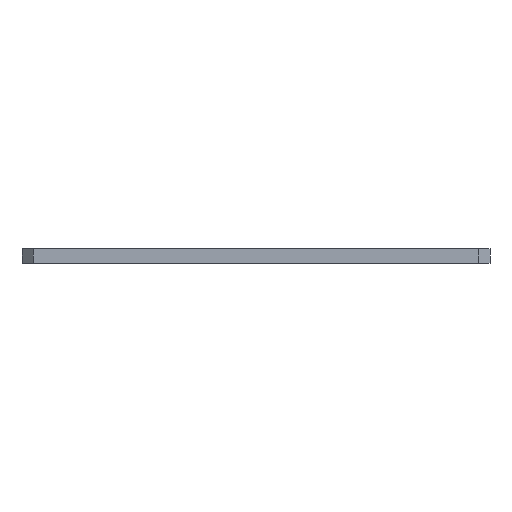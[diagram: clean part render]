
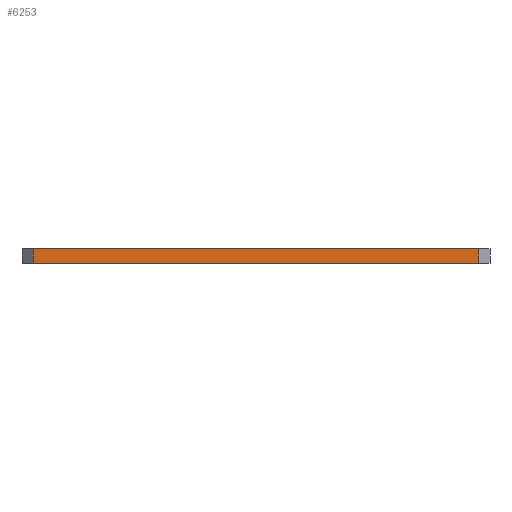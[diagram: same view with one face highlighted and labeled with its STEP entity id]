
A CAD part, front view. The second image highlights one B-rep face of the part: STEP entity #6253.
In plain terms, the highlighted planar face has unit normal (0, -1, 0).
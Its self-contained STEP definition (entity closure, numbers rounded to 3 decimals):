
#55 = PLANE('',#56);
#56 = AXIS2_PLACEMENT_3D('',#57,#58,#59);
#57 = CARTESIAN_POINT('',(171.45,-162.56,0.));
#58 = DIRECTION('',(-0.707,0.707,0.));
#59 = DIRECTION('',(0.707,0.707,0.));
#83 = PLANE('',#84);
#84 = AXIS2_PLACEMENT_3D('',#85,#86,#87);
#85 = CARTESIAN_POINT('',(146.05,-128.27,1.6));
#86 = DIRECTION('',(0.,0.,1.));
#87 = DIRECTION('',(1.,0.,-0.));
#137 = PLANE('',#138);
#138 = AXIS2_PLACEMENT_3D('',#139,#140,#141);
#139 = CARTESIAN_POINT('',(146.05,-128.27,0.));
#140 = DIRECTION('',(0.,0.,1.));
#141 = DIRECTION('',(1.,0.,-0.));
#152 = EDGE_CURVE('',#153,#155,#157,.T.);
#153 = VERTEX_POINT('',#154);
#154 = CARTESIAN_POINT('',(171.45,-162.56,0.));
#155 = VERTEX_POINT('',#156);
#156 = CARTESIAN_POINT('',(171.45,-162.56,1.6));
#157 = SURFACE_CURVE('',#158,(#162,#169),.PCURVE_S1.);
#158 = LINE('',#159,#160);
#159 = CARTESIAN_POINT('',(171.45,-162.56,0.));
#160 = VECTOR('',#161,1.);
#161 = DIRECTION('',(0.,0.,1.));
#162 = PCURVE('',#55,#163);
#163 = DEFINITIONAL_REPRESENTATION('',(#164),#168);
#164 = LINE('',#165,#166);
#165 = CARTESIAN_POINT('',(0.,0.));
#166 = VECTOR('',#167,1.);
#167 = DIRECTION('',(0.,-1.));
#168 = ( GEOMETRIC_REPRESENTATION_CONTEXT(2) 
PARAMETRIC_REPRESENTATION_CONTEXT() REPRESENTATION_CONTEXT('2D SPACE',''
  ) );
#169 = PCURVE('',#170,#175);
#170 = PLANE('',#171);
#171 = AXIS2_PLACEMENT_3D('',#172,#173,#174);
#172 = CARTESIAN_POINT('',(120.65,-162.56,0.));
#173 = DIRECTION('',(0.,1.,0.));
#174 = DIRECTION('',(1.,0.,0.));
#175 = DEFINITIONAL_REPRESENTATION('',(#176),#180);
#176 = LINE('',#177,#178);
#177 = CARTESIAN_POINT('',(50.8,0.));
#178 = VECTOR('',#179,1.);
#179 = DIRECTION('',(0.,-1.));
#180 = ( GEOMETRIC_REPRESENTATION_CONTEXT(2) 
PARAMETRIC_REPRESENTATION_CONTEXT() REPRESENTATION_CONTEXT('2D SPACE',''
  ) );
#386 = VERTEX_POINT('',#387);
#387 = CARTESIAN_POINT('',(120.65,-162.56,0.));
#401 = PLANE('',#402);
#402 = AXIS2_PLACEMENT_3D('',#403,#404,#405);
#403 = CARTESIAN_POINT('',(119.38,-161.29,0.));
#404 = DIRECTION('',(0.707,0.707,-0.));
#405 = DIRECTION('',(0.707,-0.707,0.));
#413 = EDGE_CURVE('',#386,#153,#414,.T.);
#414 = SURFACE_CURVE('',#415,(#419,#426),.PCURVE_S1.);
#415 = LINE('',#416,#417);
#416 = CARTESIAN_POINT('',(120.65,-162.56,0.));
#417 = VECTOR('',#418,1.);
#418 = DIRECTION('',(1.,0.,0.));
#419 = PCURVE('',#137,#420);
#420 = DEFINITIONAL_REPRESENTATION('',(#421),#425);
#421 = LINE('',#422,#423);
#422 = CARTESIAN_POINT('',(-25.4,-34.29));
#423 = VECTOR('',#424,1.);
#424 = DIRECTION('',(1.,0.));
#425 = ( GEOMETRIC_REPRESENTATION_CONTEXT(2) 
PARAMETRIC_REPRESENTATION_CONTEXT() REPRESENTATION_CONTEXT('2D SPACE',''
  ) );
#426 = PCURVE('',#170,#427);
#427 = DEFINITIONAL_REPRESENTATION('',(#428),#432);
#428 = LINE('',#429,#430);
#429 = CARTESIAN_POINT('',(0.,0.));
#430 = VECTOR('',#431,1.);
#431 = DIRECTION('',(1.,0.));
#432 = ( GEOMETRIC_REPRESENTATION_CONTEXT(2) 
PARAMETRIC_REPRESENTATION_CONTEXT() REPRESENTATION_CONTEXT('2D SPACE',''
  ) );
#3610 = VERTEX_POINT('',#3611);
#3611 = CARTESIAN_POINT('',(120.65,-162.56,1.6));
#3632 = EDGE_CURVE('',#3610,#155,#3633,.T.);
#3633 = SURFACE_CURVE('',#3634,(#3638,#3645),.PCURVE_S1.);
#3634 = LINE('',#3635,#3636);
#3635 = CARTESIAN_POINT('',(120.65,-162.56,1.6));
#3636 = VECTOR('',#3637,1.);
#3637 = DIRECTION('',(1.,0.,0.));
#3638 = PCURVE('',#83,#3639);
#3639 = DEFINITIONAL_REPRESENTATION('',(#3640),#3644);
#3640 = LINE('',#3641,#3642);
#3641 = CARTESIAN_POINT('',(-25.4,-34.29));
#3642 = VECTOR('',#3643,1.);
#3643 = DIRECTION('',(1.,0.));
#3644 = ( GEOMETRIC_REPRESENTATION_CONTEXT(2) 
PARAMETRIC_REPRESENTATION_CONTEXT() REPRESENTATION_CONTEXT('2D SPACE',''
  ) );
#3645 = PCURVE('',#170,#3646);
#3646 = DEFINITIONAL_REPRESENTATION('',(#3647),#3651);
#3647 = LINE('',#3648,#3649);
#3648 = CARTESIAN_POINT('',(0.,-1.6));
#3649 = VECTOR('',#3650,1.);
#3650 = DIRECTION('',(1.,0.));
#3651 = ( GEOMETRIC_REPRESENTATION_CONTEXT(2) 
PARAMETRIC_REPRESENTATION_CONTEXT() REPRESENTATION_CONTEXT('2D SPACE',''
  ) );
#6253 = ADVANCED_FACE('',(#6254),#170,.F.);
#6254 = FACE_BOUND('',#6255,.F.);
#6255 = EDGE_LOOP('',(#6256,#6277,#6278,#6279));
#6256 = ORIENTED_EDGE('',*,*,#6257,.T.);
#6257 = EDGE_CURVE('',#386,#3610,#6258,.T.);
#6258 = SURFACE_CURVE('',#6259,(#6263,#6270),.PCURVE_S1.);
#6259 = LINE('',#6260,#6261);
#6260 = CARTESIAN_POINT('',(120.65,-162.56,0.));
#6261 = VECTOR('',#6262,1.);
#6262 = DIRECTION('',(0.,0.,1.));
#6263 = PCURVE('',#170,#6264);
#6264 = DEFINITIONAL_REPRESENTATION('',(#6265),#6269);
#6265 = LINE('',#6266,#6267);
#6266 = CARTESIAN_POINT('',(0.,0.));
#6267 = VECTOR('',#6268,1.);
#6268 = DIRECTION('',(0.,-1.));
#6269 = ( GEOMETRIC_REPRESENTATION_CONTEXT(2) 
PARAMETRIC_REPRESENTATION_CONTEXT() REPRESENTATION_CONTEXT('2D SPACE',''
  ) );
#6270 = PCURVE('',#401,#6271);
#6271 = DEFINITIONAL_REPRESENTATION('',(#6272),#6276);
#6272 = LINE('',#6273,#6274);
#6273 = CARTESIAN_POINT('',(1.796,0.));
#6274 = VECTOR('',#6275,1.);
#6275 = DIRECTION('',(0.,-1.));
#6276 = ( GEOMETRIC_REPRESENTATION_CONTEXT(2) 
PARAMETRIC_REPRESENTATION_CONTEXT() REPRESENTATION_CONTEXT('2D SPACE',''
  ) );
#6277 = ORIENTED_EDGE('',*,*,#3632,.T.);
#6278 = ORIENTED_EDGE('',*,*,#152,.F.);
#6279 = ORIENTED_EDGE('',*,*,#413,.F.);
